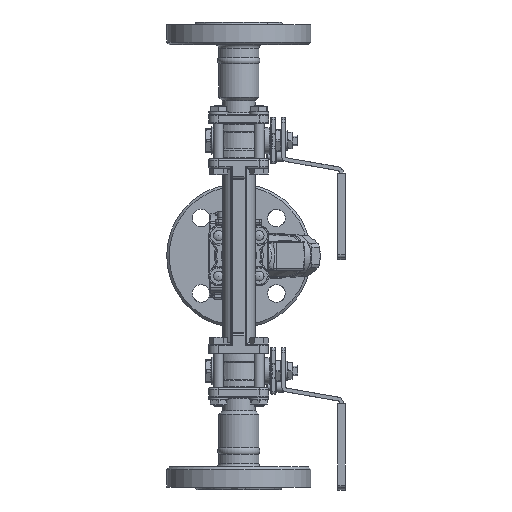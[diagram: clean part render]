
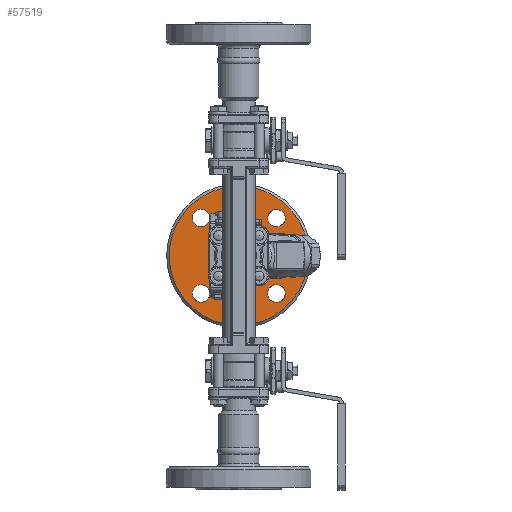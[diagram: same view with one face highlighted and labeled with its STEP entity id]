
A CAD part, left-side view. The second image highlights one B-rep face of the part: STEP entity #57519.
In plain terms, the highlighted planar face has unit normal (-1, 0, 0).
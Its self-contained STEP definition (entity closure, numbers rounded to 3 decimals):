
#5665=FACE_BOUND('',#10808,.T.);
#5666=FACE_BOUND('',#10809,.T.);
#5667=FACE_BOUND('',#10810,.T.);
#5668=FACE_BOUND('',#10811,.T.);
#5669=FACE_BOUND('',#10812,.T.);
#5926=PLANE('',#61164);
#7218=FACE_OUTER_BOUND('',#10807,.T.);
#10807=EDGE_LOOP('',(#38470));
#10808=EDGE_LOOP('',(#38471));
#10809=EDGE_LOOP('',(#38472));
#10810=EDGE_LOOP('',(#38473));
#10811=EDGE_LOOP('',(#38474));
#10812=EDGE_LOOP('',(#38475));
#20592=CIRCLE('',#61163,19.);
#20593=CIRCLE('',#61165,55.5);
#20594=CIRCLE('',#61166,7.);
#20595=CIRCLE('',#61167,7.);
#20596=CIRCLE('',#61168,7.);
#20597=CIRCLE('',#61169,7.);
#23919=VERTEX_POINT('',#84970);
#23920=VERTEX_POINT('',#84974);
#23921=VERTEX_POINT('',#84976);
#23922=VERTEX_POINT('',#84978);
#23923=VERTEX_POINT('',#84980);
#23924=VERTEX_POINT('',#84982);
#29429=EDGE_CURVE('',#23919,#23919,#20592,.T.);
#29430=EDGE_CURVE('',#23920,#23920,#20593,.T.);
#29431=EDGE_CURVE('',#23921,#23921,#20594,.T.);
#29432=EDGE_CURVE('',#23922,#23922,#20595,.T.);
#29433=EDGE_CURVE('',#23923,#23923,#20596,.T.);
#29434=EDGE_CURVE('',#23924,#23924,#20597,.T.);
#38470=ORIENTED_EDGE('',*,*,#29430,.F.);
#38471=ORIENTED_EDGE('',*,*,#29431,.T.);
#38472=ORIENTED_EDGE('',*,*,#29432,.T.);
#38473=ORIENTED_EDGE('',*,*,#29433,.T.);
#38474=ORIENTED_EDGE('',*,*,#29434,.T.);
#38475=ORIENTED_EDGE('',*,*,#29429,.F.);
#57519=ADVANCED_FACE('',(#7218,#5665,#5666,#5667,#5668,#5669),#5926,.T.);
#61163=AXIS2_PLACEMENT_3D('',#84972,#68140,#68141);
#61164=AXIS2_PLACEMENT_3D('',#84973,#68142,#68143);
#61165=AXIS2_PLACEMENT_3D('',#84975,#68144,#68145);
#61166=AXIS2_PLACEMENT_3D('',#84977,#68146,#68147);
#61167=AXIS2_PLACEMENT_3D('',#84979,#68148,#68149);
#61168=AXIS2_PLACEMENT_3D('',#84981,#68150,#68151);
#61169=AXIS2_PLACEMENT_3D('',#84983,#68152,#68153);
#68140=DIRECTION('center_axis',(-1.,0.,0.));
#68141=DIRECTION('ref_axis',(0.,0.,
-1.));
#68142=DIRECTION('center_axis',(-1.,0.,0.));
#68143=DIRECTION('ref_axis',(0.,0.,
1.));
#68144=DIRECTION('center_axis',(1.,0.,0.));
#68145=DIRECTION('ref_axis',(0.,0.,
-1.));
#68146=DIRECTION('center_axis',(1.,0.,0.));
#68147=DIRECTION('ref_axis',(0.,0.,
-1.));
#68148=DIRECTION('center_axis',(1.,0.,0.));
#68149=DIRECTION('ref_axis',(0.,-1.,0.));
#68150=DIRECTION('center_axis',(1.,0.,0.));
#68151=DIRECTION('ref_axis',(0.,0.,
1.));
#68152=DIRECTION('center_axis',(1.,0.,0.));
#68153=DIRECTION('ref_axis',(0.,1.,0.));
#84970=CARTESIAN_POINT('',(257.964,18.833,17.483));
#84972=CARTESIAN_POINT('Origin',(257.964,18.833,-1.517));
#84973=CARTESIAN_POINT('Origin',(257.964,18.833,-1.517));
#84974=CARTESIAN_POINT('',(257.964,18.833,53.983));
#84975=CARTESIAN_POINT('Origin',(257.964,18.833,-1.517));
#84976=CARTESIAN_POINT('',(257.964,48.885,-24.569));
#84977=CARTESIAN_POINT('Origin',(257.964,48.885,-31.569));
#84978=CARTESIAN_POINT('',(257.964,-4.219,-31.569));
#84979=CARTESIAN_POINT('Origin',(257.964,-11.219,-31.569));
#84980=CARTESIAN_POINT('',(257.964,-11.219,21.535));
#84981=CARTESIAN_POINT('Origin',(257.964,-11.219,28.535));
#84982=CARTESIAN_POINT('',(257.964,41.885,28.535));
#84983=CARTESIAN_POINT('Origin',(257.964,48.885,28.535));
